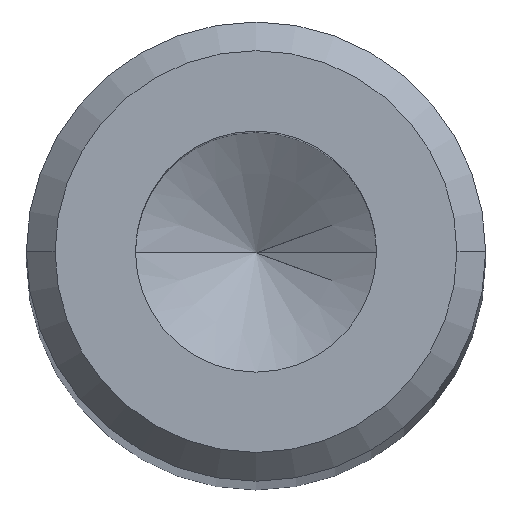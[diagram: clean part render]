
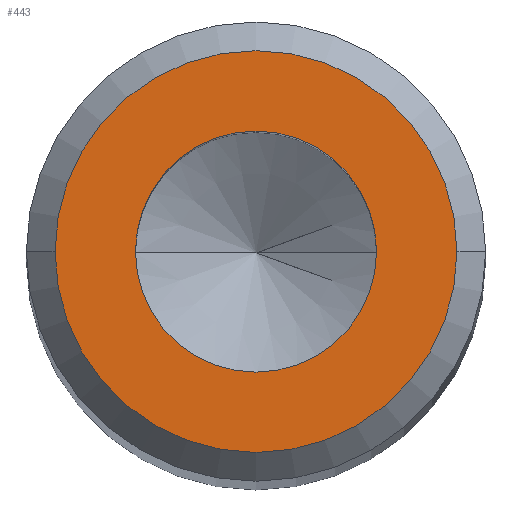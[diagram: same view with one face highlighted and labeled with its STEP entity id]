
A CAD part, top view. The second image highlights one B-rep face of the part: STEP entity #443.
In plain terms, the highlighted planar face has unit normal (0, 0, 1).
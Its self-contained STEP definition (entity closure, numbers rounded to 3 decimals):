
#16 = CARTESIAN_POINT ( 'NONE',  ( -2.1, 0., 0. ) ) ;
#29 = VERTEX_POINT ( 'NONE', #572 ) ;
#45 = DIRECTION ( 'NONE',  ( 1., 0., 0. ) ) ;
#48 = EDGE_CURVE ( 'NONE', #399, #531, #370, .T. ) ;
#55 = PLANE ( 'NONE',  #582 ) ;
#57 = ORIENTED_EDGE ( 'NONE', *, *, #350, .T. ) ;
#59 = CARTESIAN_POINT ( 'NONE',  ( -3.5, 0., 0. ) ) ;
#61 = FACE_BOUND ( 'NONE', #244, .T. ) ;
#76 = CIRCLE ( 'NONE', #310, 3.5 ) ;
#127 = DIRECTION ( 'NONE',  ( 0., 0., 1. ) ) ;
#157 = DIRECTION ( 'NONE',  ( 1., 0., 0. ) ) ;
#160 = VERTEX_POINT ( 'NONE', #59 ) ;
#170 = ORIENTED_EDGE ( 'NONE', *, *, #48, .F. ) ;
#174 = ORIENTED_EDGE ( 'NONE', *, *, #306, .F. ) ;
#185 = DIRECTION ( 'NONE',  ( 1., 0., 0. ) ) ;
#186 = CARTESIAN_POINT ( 'NONE',  ( 0., 0., 0. ) ) ;
#188 = CARTESIAN_POINT ( 'NONE',  ( 0., 0., 0. ) ) ;
#189 = AXIS2_PLACEMENT_3D ( 'NONE', #186, #363, #406 ) ;
#199 = CIRCLE ( 'NONE', #457, 3.5 ) ;
#204 = FACE_OUTER_BOUND ( 'NONE', #312, .T. ) ;
#230 = CARTESIAN_POINT ( 'NONE',  ( 0., 0., 0. ) ) ;
#244 = EDGE_LOOP ( 'NONE', ( #170, #174 ) ) ;
#250 = DIRECTION ( 'NONE',  ( 0., 0., 1. ) ) ;
#253 = CIRCLE ( 'NONE', #336, 2.1 ) ;
#274 = DIRECTION ( 'NONE',  ( 1., 0., 0. ) ) ;
#306 = EDGE_CURVE ( 'NONE', #531, #399, #253, .T. ) ;
#310 = AXIS2_PLACEMENT_3D ( 'NONE', #188, #456, #45 ) ;
#312 = EDGE_LOOP ( 'NONE', ( #57, #422 ) ) ;
#317 = DIRECTION ( 'NONE',  ( 0., 0., 1. ) ) ;
#336 = AXIS2_PLACEMENT_3D ( 'NONE', #535, #127, #274 ) ;
#347 = EDGE_CURVE ( 'NONE', #29, #160, #76, .T. ) ;
#350 = EDGE_CURVE ( 'NONE', #160, #29, #199, .T. ) ;
#363 = DIRECTION ( 'NONE',  ( 0., 0., 1. ) ) ;
#370 = CIRCLE ( 'NONE', #189, 2.1 ) ;
#376 = CARTESIAN_POINT ( 'NONE',  ( 0., 0., 0. ) ) ;
#399 = VERTEX_POINT ( 'NONE', #412 ) ;
#406 = DIRECTION ( 'NONE',  ( 1., 0., 0. ) ) ;
#412 = CARTESIAN_POINT ( 'NONE',  ( 2.1, 0., 0. ) ) ;
#422 = ORIENTED_EDGE ( 'NONE', *, *, #347, .T. ) ;
#443 = ADVANCED_FACE ( 'NONE', ( #61, #204 ), #55, .T. ) ;
#456 = DIRECTION ( 'NONE',  ( 0., 0., 1. ) ) ;
#457 = AXIS2_PLACEMENT_3D ( 'NONE', #230, #317, #185 ) ;
#531 = VERTEX_POINT ( 'NONE', #16 ) ;
#535 = CARTESIAN_POINT ( 'NONE',  ( 0., 0., 0. ) ) ;
#572 = CARTESIAN_POINT ( 'NONE',  ( 3.5, 0., 0. ) ) ;
#582 = AXIS2_PLACEMENT_3D ( 'NONE', #376, #250, #157 ) ;
